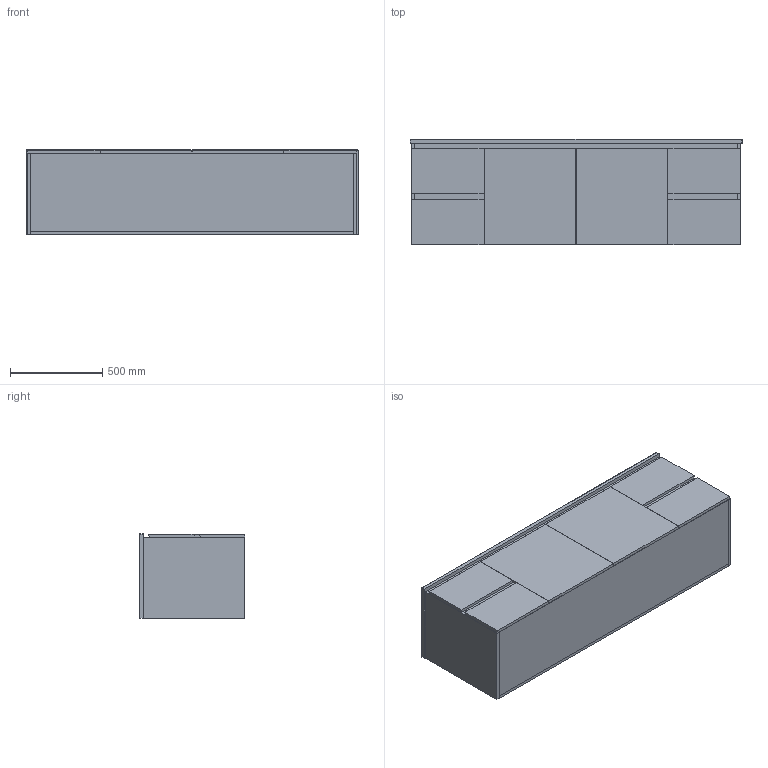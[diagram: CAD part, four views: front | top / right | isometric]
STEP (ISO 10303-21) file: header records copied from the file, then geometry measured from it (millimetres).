
FILE_DESCRIPTION (( 'STEP AP214' ), '1' );
FILE_NAME ('FD Acrylic 1800 WH ASSEM.STEP', '2019-03-06T04:39:09', ( '' ), ( '' ), 'SwSTEP 2.0', 'SolidWorks 2015', '' );
FILE_SCHEMA (( 'AUTOMOTIVE_DESIGN' ));
Length unit declared in the file: millimetre
Products named in the file (3): FD Acrylic 1800 WH ASSEM; Essentials Acrylic 1800; FD Acrylic 1800 WH
Assembly tree (2 placements, depth 2):
  FD Acrylic 1800 WH ASSEM
    FD Acrylic 1800 WH
    Essentials Acrylic 1800
Bounding box: 1800 x 572 x 460 mm (x, y, z)
Volume: 85376330.1 mm3; surface area: 10478737.1 mm2
Topology: 12 solids, 12 shells, 112 faces, 240 edges, 150 vertices
Faces by surface type: plane 86, cylinder 14, bspline 6, sphere 4, torus 2
Entity records: 4156 total; most frequent: CARTESIAN_POINT 1215, DIRECTION 478, ORIENTED_EDGE 472, EDGE_CURVE 236, VECTOR 196, LINE 196, VERTEX_POINT 150, AXIS2_PLACEMENT_3D 141
